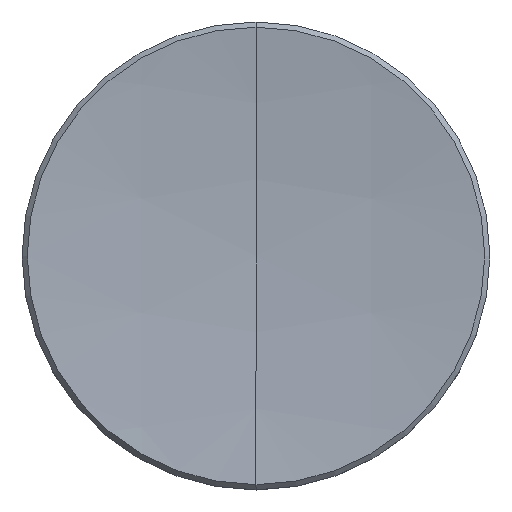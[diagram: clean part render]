
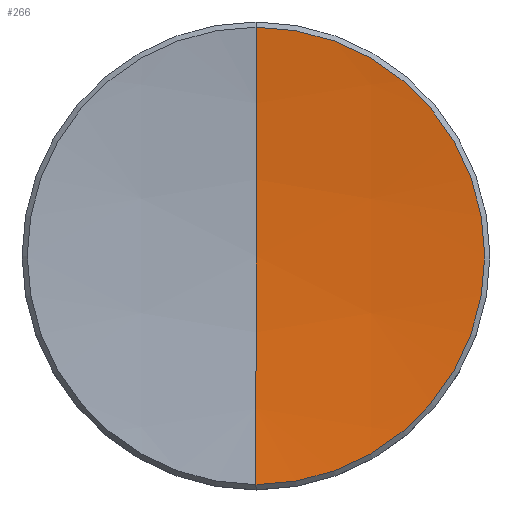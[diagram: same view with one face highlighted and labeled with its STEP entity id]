
A CAD part, top view. The second image highlights one B-rep face of the part: STEP entity #266.
In plain terms, the highlighted spherical face has radius 52.786 mm.
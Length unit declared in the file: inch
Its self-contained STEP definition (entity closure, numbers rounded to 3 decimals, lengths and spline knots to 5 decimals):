
#22 = CARTESIAN_POINT ( 'NONE',  ( 0., 0., 0.06593 ) ) ;
#50 = DIRECTION ( 'NONE',  ( 0., -1., 0. ) ) ;
#58 = EDGE_LOOP ( 'NONE', ( #91, #281, #170 ) ) ;
#64 = AXIS2_PLACEMENT_3D ( 'NONE', #22, #65, #250 ) ;
#65 = DIRECTION ( 'NONE',  ( 0., 0., 1. ) ) ;
#70 = DIRECTION ( 'NONE',  ( 0., 1., 0. ) ) ;
#71 = VERTEX_POINT ( 'NONE', #117 ) ;
#77 = DIRECTION ( 'NONE',  ( -1., 0., 0. ) ) ;
#85 = AXIS2_PLACEMENT_3D ( 'NONE', #198, #194, #180 ) ;
#91 = ORIENTED_EDGE ( 'NONE', *, *, #210, .F. ) ;
#98 = CIRCLE ( 'NONE', #116, 2.07819 ) ;
#101 = CARTESIAN_POINT ( 'NONE',  ( 0., 0., 2.1297 ) ) ;
#105 = SPHERICAL_SURFACE ( 'NONE', #147, 2.07819 ) ;
#113 = CIRCLE ( 'NONE', #64, 0.24443 ) ;
#116 = AXIS2_PLACEMENT_3D ( 'NONE', #101, #77, #50 ) ;
#117 = CARTESIAN_POINT ( 'NONE',  ( 0., -0.24443, 0.06593 ) ) ;
#147 = AXIS2_PLACEMENT_3D ( 'NONE', #271, #251, #70 ) ;
#151 = EDGE_CURVE ( 'NONE', #71, #212, #113, .T. ) ;
#161 = CIRCLE ( 'NONE', #85, 2.07819 ) ;
#170 = ORIENTED_EDGE ( 'NONE', *, *, #151, .T. ) ;
#180 = DIRECTION ( 'NONE',  ( 0., 0., -1. ) ) ;
#194 = DIRECTION ( 'NONE',  ( 1., 0., 0. ) ) ;
#198 = CARTESIAN_POINT ( 'NONE',  ( 0., 0., 2.1297 ) ) ;
#201 = CARTESIAN_POINT ( 'NONE',  ( 0., 0.24443, 0.06593 ) ) ;
#210 = EDGE_CURVE ( 'NONE', #312, #212, #161, .T. ) ;
#212 = VERTEX_POINT ( 'NONE', #201 ) ;
#227 = EDGE_CURVE ( 'NONE', #312, #71, #98, .T. ) ;
#250 = DIRECTION ( 'NONE',  ( 0., -1., 0. ) ) ;
#251 = DIRECTION ( 'NONE',  ( -1., 0., 0. ) ) ;
#266 = ADVANCED_FACE ( 'NONE', ( #294 ), #105, .F. ) ;
#271 = CARTESIAN_POINT ( 'NONE',  ( 0., 0., 2.1297 ) ) ;
#281 = ORIENTED_EDGE ( 'NONE', *, *, #227, .T. ) ;
#282 = CARTESIAN_POINT ( 'NONE',  ( 0., 0., 0.05151 ) ) ;
#294 = FACE_OUTER_BOUND ( 'NONE', #58, .T. ) ;
#312 = VERTEX_POINT ( 'NONE', #282 ) ;
